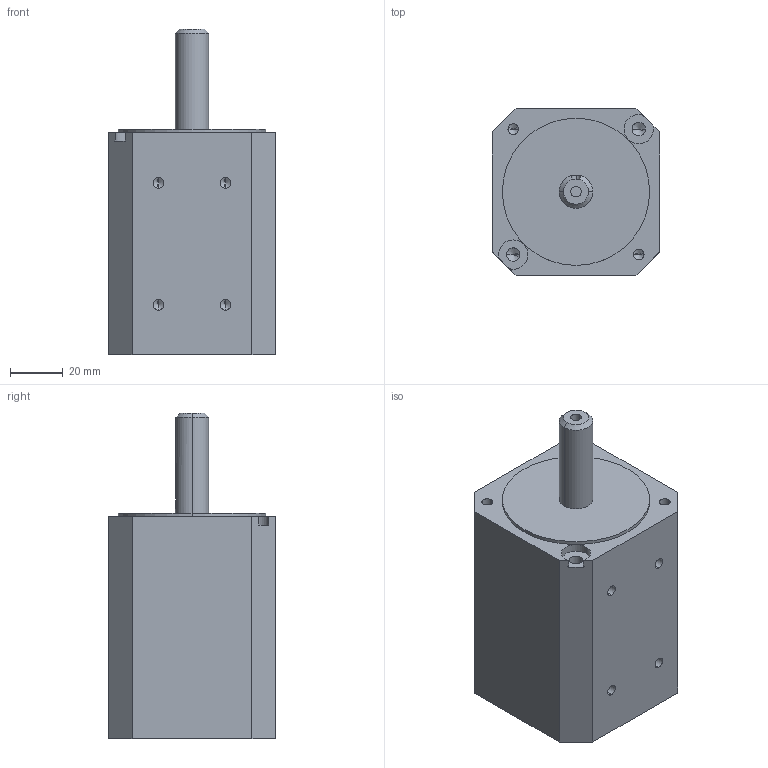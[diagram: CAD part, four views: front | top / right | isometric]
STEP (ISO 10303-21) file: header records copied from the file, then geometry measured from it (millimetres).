
FILE_DESCRIPTION (( 'STEP AP214' ), '1' );
FILE_NAME ('am-2880_Banebots220_16-1.STEP', '2015-01-09T16:47:51', ( '' ), ( '' ), 'SwSTEP 2.0', 'SolidWorks 2014', '' );
FILE_SCHEMA (( 'AUTOMOTIVE_DESIGN' ));
Length unit declared in the file: inch
Products named in the file (1): am-2880_Banebots220_16-1
Bounding box: 63.5 x 63.5 x 123.7 mm (x, y, z)
Volume: 329080.1 mm3; surface area: 32081.4 mm2
Topology: 1 solids, 1 shells, 92 faces, 225 edges, 129 vertices
Faces by surface type: cylinder 44, cone 27, plane 21
Entity records: 2861 total; most frequent: DIRECTION 471, CARTESIAN_POINT 461, ORIENTED_EDGE 402, EDGE_CURVE 201, AXIS2_PLACEMENT_3D 183, VERTEX_POINT 129, EDGE_LOOP 110, LINE 105
